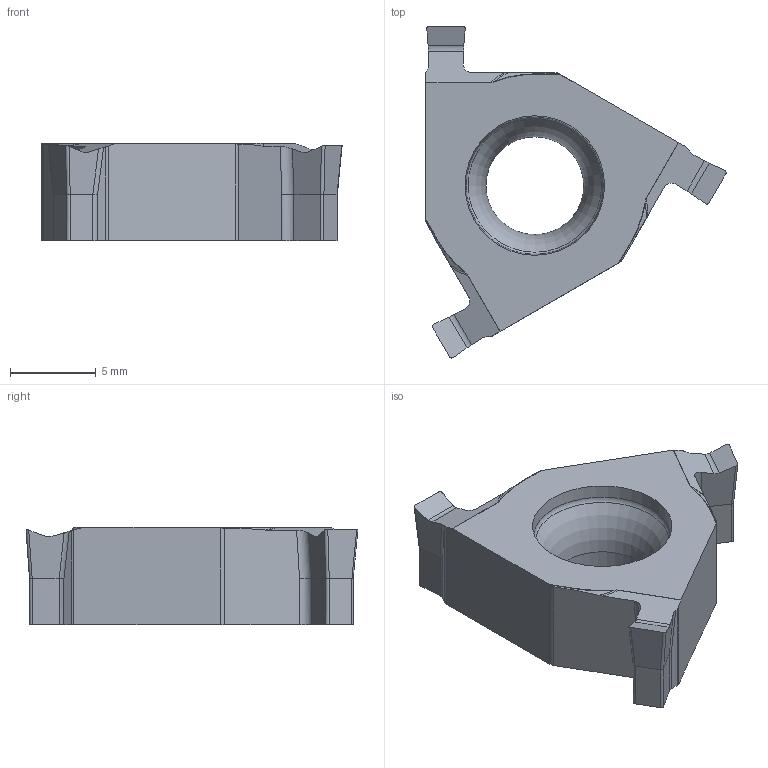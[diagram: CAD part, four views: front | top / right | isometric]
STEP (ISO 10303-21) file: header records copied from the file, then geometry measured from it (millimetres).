
FILE_DESCRIPTION(/* description */ (''),/* implementation_level */ '2;1');
FILE_NAME(/* name */ '1568374039158.stp',/* time_stamp */ '2019-09-13T16:57:30+05:00',/* author */ (''),/* organization */ ('SMS'),/* preprocessor_version */ 'ST-DEVELOPER v15',/* originating_system */ 'SIEMENS PLM Software NX 8.5',/* authorisation */ '');
FILE_SCHEMA (('AUTOMOTIVE_DESIGN { 1 0 10303 214 3 1 1 1 }'));
Length unit declared in the file: millimetre
Products named in the file (1): 202492583mod000_00
Bounding box: 17.5 x 19.35 x 5.66 mm (x, y, z)
Volume: 784.7 mm3; surface area: 744.6 mm2
Topology: 1 solids, 1 shells, 93 faces, 264 edges, 175 vertices
Faces by surface type: cylinder 40, plane 38, bspline 6, torus 5, cone 4
Full cylindrical faces by diameter (mm): 5.7 x1
Entity records: 3450 total; most frequent: CARTESIAN_POINT 966, DIRECTION 520, ORIENTED_EDGE 514, EDGE_CURVE 257, AXIS2_PLACEMENT_3D 188, VERTEX_POINT 170, LINE 144, VECTOR 144
